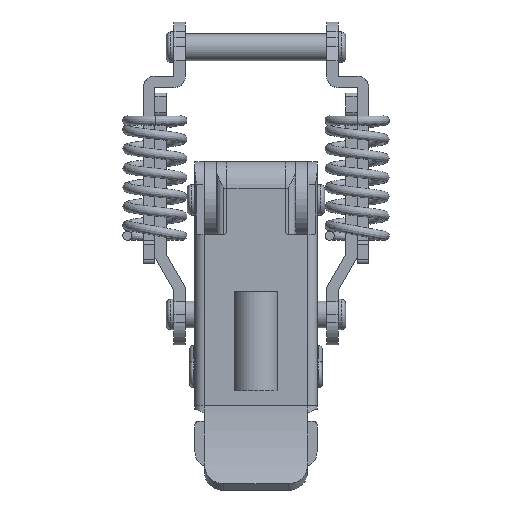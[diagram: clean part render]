
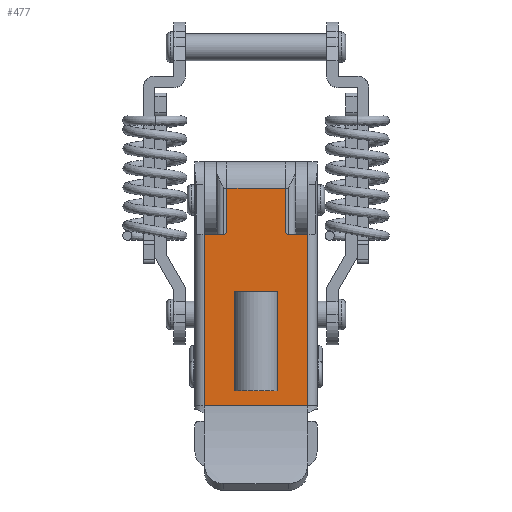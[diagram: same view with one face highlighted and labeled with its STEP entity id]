
A CAD part, front view. The second image highlights one B-rep face of the part: STEP entity #477.
In plain terms, the highlighted planar face has unit normal (0, -1, 0).
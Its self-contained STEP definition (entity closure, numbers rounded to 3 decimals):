
#477=ADVANCED_FACE('',(#2743,#2744),#2742,.F.);
#2742=PLANE('',#5626);
#2743=FACE_OUTER_BOUND('',#5627,.T.);
#2744=FACE_BOUND('',#5628,.T.);
#5623=CARTESIAN_POINT('',(-8.16,2.9,8.258));
#5624=DIRECTION('',(0.,1.,0.));
#5625=DIRECTION('',(0.,0.,1.));
#5626=AXIS2_PLACEMENT_3D('',#5623,#5624,#5625);
#5627=EDGE_LOOP('',(#8984,#8985,#8986,#8987,#8988,#8989,#8990,#8991,#8992,#8993));
#5628=EDGE_LOOP('',(#8994,#8995,#8996,#8997,#8998,#8999,#9000,#9001));
#8984=ORIENTED_EDGE('',*,*,#10450,.F.);
#8985=ORIENTED_EDGE('',*,*,#10359,.T.);
#8986=ORIENTED_EDGE('',*,*,#10453,.T.);
#8987=ORIENTED_EDGE('',*,*,#10454,.T.);
#8988=ORIENTED_EDGE('',*,*,#10412,.T.);
#8989=ORIENTED_EDGE('',*,*,#10407,.T.);
#8990=ORIENTED_EDGE('',*,*,#10411,.F.);
#8991=ORIENTED_EDGE('',*,*,#10455,.T.);
#8992=ORIENTED_EDGE('',*,*,#10456,.T.);
#8993=ORIENTED_EDGE('',*,*,#10457,.T.);
#8994=ORIENTED_EDGE('',*,*,#10458,.F.);
#8995=ORIENTED_EDGE('',*,*,#10459,.T.);
#8996=ORIENTED_EDGE('',*,*,#10460,.F.);
#8997=ORIENTED_EDGE('',*,*,#10461,.T.);
#8998=ORIENTED_EDGE('',*,*,#10462,.T.);
#8999=ORIENTED_EDGE('',*,*,#10463,.F.);
#9000=ORIENTED_EDGE('',*,*,#10464,.F.);
#9001=ORIENTED_EDGE('',*,*,#10465,.F.);
#10359=EDGE_CURVE('',#14283,#14275,#14284,.T.);
#10407=EDGE_CURVE('',#14610,#14603,#14611,.T.);
#10411=EDGE_CURVE('',#14630,#14603,#14637,.T.);
#10412=EDGE_CURVE('',#14643,#14610,#14644,.T.);
#10450=EDGE_CURVE('',#14283,#14240,#14899,.T.);
#10453=EDGE_CURVE('',#14275,#14917,#14918,.T.);
#10454=EDGE_CURVE('',#14917,#14643,#14924,.T.);
#10455=EDGE_CURVE('',#14630,#14930,#14931,.T.);
#10456=EDGE_CURVE('',#14930,#14937,#14938,.T.);
#10457=EDGE_CURVE('',#14937,#14240,#14944,.T.);
#10458=EDGE_CURVE('',#14950,#14951,#14952,.T.);
#10459=EDGE_CURVE('',#14950,#14958,#14959,.T.);
#10460=EDGE_CURVE('',#14965,#14958,#14966,.T.);
#10461=EDGE_CURVE('',#14965,#14972,#14973,.T.);
#10462=EDGE_CURVE('',#14972,#14979,#14980,.T.);
#10463=EDGE_CURVE('',#14986,#14979,#14987,.T.);
#10464=EDGE_CURVE('',#14993,#14986,#14994,.T.);
#10465=EDGE_CURVE('',#14951,#14993,#15000,.T.);
#14240=VERTEX_POINT('',#19587);
#14275=VERTEX_POINT('',#19622);
#14283=VERTEX_POINT('',#19628);
#14284=LINE('',#19629,#19630);
#14603=VERTEX_POINT('',#19830);
#14610=VERTEX_POINT('',#19835);
#14611=LINE('',#19836,#19837);
#14630=VERTEX_POINT('',#19847);
#14637=LINE('',#19851,#19852);
#14643=VERTEX_POINT('',#19854);
#14644=LINE('',#19855,#19856);
#14899=LINE('',#20045,#20046);
#14917=VERTEX_POINT('',#20069);
#14918=LINE('',#20070,#20071);
#14924=CIRCLE('',#20076,0.5);
#14930=VERTEX_POINT('',#20077);
#14931=CIRCLE('',#20081,0.5);
#14937=VERTEX_POINT('',#20082);
#14938=LINE('',#20083,#20084);
#14944=LINE('',#20086,#20087);
#14950=VERTEX_POINT('',#20089);
#14951=VERTEX_POINT('',#20090);
#14952=LINE('',#20091,#20092);
#14958=VERTEX_POINT('',#20094);
#14959=LINE('',#20095,#20096);
#14965=VERTEX_POINT('',#20098);
#14966=LINE('',#20099,#20100);
#14972=VERTEX_POINT('',#20102);
#14973=LINE('',#20103,#20104);
#14979=VERTEX_POINT('',#20106);
#14980=LINE('',#20107,#20108);
#14986=VERTEX_POINT('',#20110);
#14987=LINE('',#20111,#20112);
#14993=VERTEX_POINT('',#20114);
#14994=LINE('',#20115,#20116);
#15000=LINE('',#20118,#20119);
#19587=CARTESIAN_POINT('',(-6.8,2.9,11.098));
#19622=CARTESIAN_POINT('',(6.8,2.9,33.5));
#19628=CARTESIAN_POINT('',(6.8,2.9,11.098));
#19629=CARTESIAN_POINT('',(6.8,2.9,11.098));
#19630=VECTOR('',#19631,22.402);
#19631=DIRECTION('',(0.,0.,1.));
#19830=CARTESIAN_POINT('',(-3.8,2.9,39.5));
#19835=CARTESIAN_POINT('',(3.8,2.9,39.5));
#19836=CARTESIAN_POINT('',(3.8,2.9,39.5));
#19837=VECTOR('',#19838,7.6);
#19838=DIRECTION('',(-1.,0.,0.));
#19847=CARTESIAN_POINT('',(-3.8,2.9,34.));
#19851=CARTESIAN_POINT('',(-3.8,2.9,34.));
#19852=VECTOR('',#19853,5.5);
#19853=DIRECTION('',(0.,0.,1.));
#19854=CARTESIAN_POINT('',(3.8,2.9,34.));
#19855=CARTESIAN_POINT('',(3.8,2.9,34.));
#19856=VECTOR('',#19857,5.5);
#19857=DIRECTION('',(0.,0.,1.));
#20045=CARTESIAN_POINT('',(6.8,2.9,11.098));
#20046=VECTOR('',#20047,13.6);
#20047=DIRECTION('',(-1.,0.,0.));
#20069=CARTESIAN_POINT('',(4.3,2.9,33.5));
#20070=CARTESIAN_POINT('',(6.8,2.9,33.5));
#20071=VECTOR('',#20072,2.5);
#20072=DIRECTION('',(-1.,0.,0.));
#20073=CARTESIAN_POINT('',(4.3,2.9,34.));
#20074=DIRECTION('',(0.,1.,0.));
#20075=DIRECTION('',(0.,0.,-1.));
#20076=AXIS2_PLACEMENT_3D('',#20073,#20074,#20075);
#20077=CARTESIAN_POINT('',(-4.3,2.9,33.5));
#20078=CARTESIAN_POINT('',(-4.3,2.9,34.));
#20079=DIRECTION('',(0.,1.,0.));
#20080=DIRECTION('',(1.,0.,0.));
#20081=AXIS2_PLACEMENT_3D('',#20078,#20079,#20080);
#20082=CARTESIAN_POINT('',(-6.8,2.9,33.5));
#20083=CARTESIAN_POINT('',(-4.3,2.9,33.5));
#20084=VECTOR('',#20085,2.5);
#20085=DIRECTION('',(-1.,0.,0.));
#20086=CARTESIAN_POINT('',(-6.8,2.9,33.5));
#20087=VECTOR('',#20088,22.402);
#20088=DIRECTION('',(0.,0.,-1.));
#20089=CARTESIAN_POINT('',(2.81,2.9,13.));
#20090=CARTESIAN_POINT('',(2.81,2.9,26.));
#20091=CARTESIAN_POINT('',(2.81,2.9,13.));
#20092=VECTOR('',#20093,13.);
#20093=DIRECTION('',(0.,0.,1.));
#20094=CARTESIAN_POINT('',(1.488,2.9,13.));
#20095=CARTESIAN_POINT('',(2.81,2.9,13.));
#20096=VECTOR('',#20097,1.321);
#20097=DIRECTION('',(-1.,0.,0.));
#20098=CARTESIAN_POINT('',(-1.488,2.9,13.));
#20099=CARTESIAN_POINT('',(-1.488,2.9,13.));
#20100=VECTOR('',#20101,2.977);
#20101=DIRECTION('',(1.,0.,0.));
#20102=CARTESIAN_POINT('',(-2.81,2.9,13.));
#20103=CARTESIAN_POINT('',(-1.488,2.9,13.));
#20104=VECTOR('',#20105,1.321);
#20105=DIRECTION('',(-1.,0.,0.));
#20106=CARTESIAN_POINT('',(-2.81,2.9,26.));
#20107=CARTESIAN_POINT('',(-2.81,2.9,13.));
#20108=VECTOR('',#20109,13.);
#20109=DIRECTION('',(0.,0.,1.));
#20110=CARTESIAN_POINT('',(-1.488,2.9,26.));
#20111=CARTESIAN_POINT('',(-1.488,2.9,26.));
#20112=VECTOR('',#20113,1.321);
#20113=DIRECTION('',(-1.,0.,0.));
#20114=CARTESIAN_POINT('',(1.488,2.9,26.));
#20115=CARTESIAN_POINT('',(1.488,2.9,26.));
#20116=VECTOR('',#20117,2.977);
#20117=DIRECTION('',(-1.,0.,0.));
#20118=CARTESIAN_POINT('',(2.81,2.9,26.));
#20119=VECTOR('',#20120,1.321);
#20120=DIRECTION('',(-1.,0.,0.));
